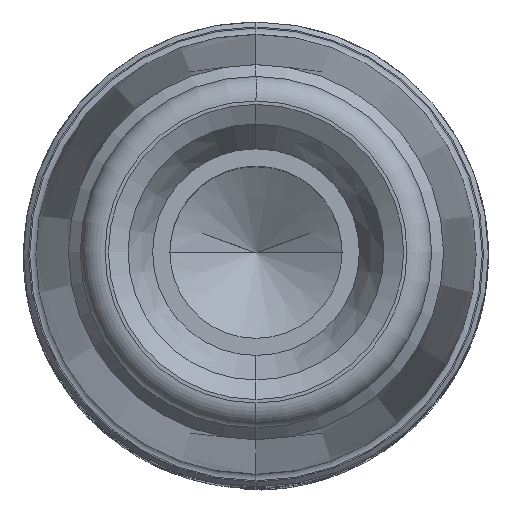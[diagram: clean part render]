
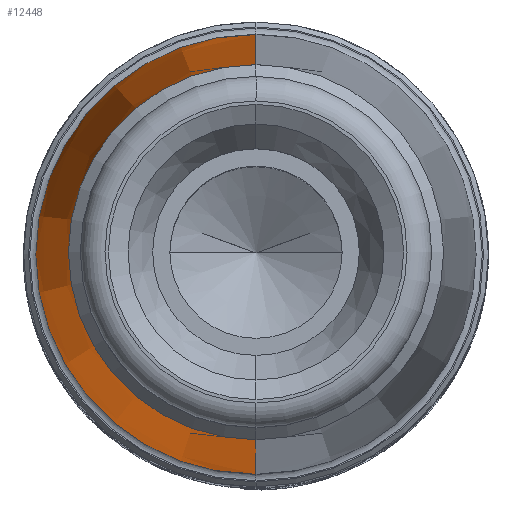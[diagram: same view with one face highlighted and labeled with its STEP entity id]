
A CAD part, top view. The second image highlights one B-rep face of the part: STEP entity #12448.
In plain terms, the highlighted conical face has half-angle 1.507 degrees and reference radius 20.716 mm.
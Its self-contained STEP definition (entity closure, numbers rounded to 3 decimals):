
#2876=CONICAL_SURFACE('',#57966,20.716,1.507);
#7538=LINE('',#121929,#9801);
#7539=LINE('',#121933,#9802);
#9801=VECTOR('',#69379,1.);
#9802=VECTOR('',#69382,1.);
#12448=ADVANCED_FACE('',(#15607),#2876,.T.);
#15607=FACE_OUTER_BOUND('',#18464,.T.);
#18464=EDGE_LOOP('',(#30965,#30966,#30967,#30968));
#30965=ORIENTED_EDGE('',*,*,#47733,.F.);
#30966=ORIENTED_EDGE('',*,*,#47734,.F.);
#30967=ORIENTED_EDGE('',*,*,#47735,.F.);
#30968=ORIENTED_EDGE('',*,*,#47732,.T.);
#40178=VERTEX_POINT('',#121924);
#40179=VERTEX_POINT('',#121926);
#40180=VERTEX_POINT('',#121930);
#40181=VERTEX_POINT('',#121932);
#47732=EDGE_CURVE('',#40178,#40179,#52211,.T.);
#47733=EDGE_CURVE('',#40180,#40179,#7538,.T.);
#47734=EDGE_CURVE('',#40181,#40180,#52212,.T.);
#47735=EDGE_CURVE('',#40178,#40181,#7539,.T.);
#52211=CIRCLE('',#57963,22.371);
#52212=CIRCLE('',#57965,19.061);
#57963=AXIS2_PLACEMENT_3D('',#121927,#69375,#69376);
#57965=AXIS2_PLACEMENT_3D('',#121931,#69380,#69381);
#57966=AXIS2_PLACEMENT_3D('',#121934,#69383,#69384);
#69375=DIRECTION('',(0.,0.,1.));
#69376=DIRECTION('',(0.,1.,0.));
#69379=DIRECTION('',(0.,-0.026,-1.));
#69380=DIRECTION('',(0.,0.,1.));
#69381=DIRECTION('',(0.,1.,0.));
#69382=DIRECTION('',(0.,-0.026,1.));
#69383=DIRECTION('',(0.,0.,-1.));
#69384=DIRECTION('',(0.,-1.,0.));
#121924=CARTESIAN_POINT('',(0.,22.371,-6.5));
#121926=CARTESIAN_POINT('',(0.,-22.371,-6.5));
#121927=CARTESIAN_POINT('',(0.,0.,-6.5));
#121929=CARTESIAN_POINT('',(0.,-19.061,119.289));
#121930=CARTESIAN_POINT('',(0.,-19.061,119.289));
#121931=CARTESIAN_POINT('',(0.,0.,119.289));
#121932=CARTESIAN_POINT('',(0.,19.061,119.289));
#121933=CARTESIAN_POINT('',(0.,22.371,-6.5));
#121934=CARTESIAN_POINT('',(0.,0.,56.394));
